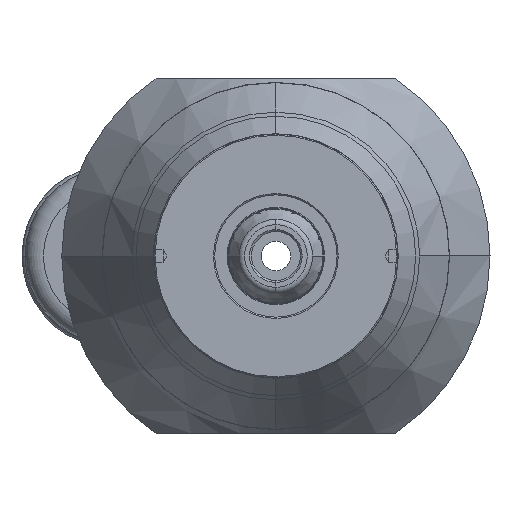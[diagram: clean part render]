
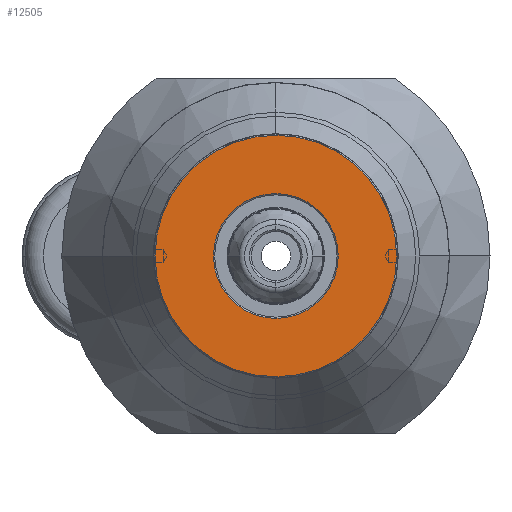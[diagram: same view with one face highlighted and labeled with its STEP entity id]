
A CAD part, left-side view. The second image highlights one B-rep face of the part: STEP entity #12505.
In plain terms, the highlighted planar face has unit normal (-1, 0, 0).
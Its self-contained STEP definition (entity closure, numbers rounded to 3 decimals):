
#984 = DIRECTION ( 'NONE',  ( 1., 0., 0. ) ) ;
#1926 = EDGE_CURVE ( 'NONE', #7288, #4382, #10848, .T. ) ;
#2762 = EDGE_LOOP ( 'NONE', ( #25775, #21233 ) ) ;
#2827 = CARTESIAN_POINT ( 'NONE',  ( 24.9, 0., 0. ) ) ;
#3131 = PLANE ( 'NONE',  #17403 ) ;
#3269 = VERTEX_POINT ( 'NONE', #9188 ) ;
#4382 = VERTEX_POINT ( 'NONE', #11363 ) ;
#4713 = CARTESIAN_POINT ( 'NONE',  ( 24.9, 0., -10.2 ) ) ;
#5478 = CARTESIAN_POINT ( 'NONE',  ( 24.9, 0., 0. ) ) ;
#5748 = DIRECTION ( 'NONE',  ( 0., 0., 1. ) ) ;
#6606 = EDGE_CURVE ( 'NONE', #4382, #7288, #19458, .T. ) ;
#7288 = VERTEX_POINT ( 'NONE', #4713 ) ;
#8299 = AXIS2_PLACEMENT_3D ( 'NONE', #5478, #17224, #19801 ) ;
#9188 = CARTESIAN_POINT ( 'NONE',  ( 24.9, -19.75, 0. ) ) ;
#9916 = CARTESIAN_POINT ( 'NONE',  ( 24.9, 19.75, 0. ) ) ;
#10051 = DIRECTION ( 'NONE',  ( 1., 0., 0. ) ) ;
#10086 = CIRCLE ( 'NONE', #16118, 19.75 ) ;
#10246 = CARTESIAN_POINT ( 'NONE',  ( 24.9, 0., 0. ) ) ;
#10848 = CIRCLE ( 'NONE', #14238, 10.2 ) ;
#11304 = EDGE_CURVE ( 'NONE', #26930, #3269, #10086, .T. ) ;
#11363 = CARTESIAN_POINT ( 'NONE',  ( 24.9, 0., 10.2 ) ) ;
#12505 = ADVANCED_FACE ( 'NONE', ( #19074, #29291 ), #3131, .F. ) ;
#12513 = EDGE_LOOP ( 'NONE', ( #26183, #19980 ) ) ;
#12667 = DIRECTION ( 'NONE',  ( 0., 0., -1. ) ) ;
#13232 = CARTESIAN_POINT ( 'NONE',  ( 24.9, 0., 0. ) ) ;
#14238 = AXIS2_PLACEMENT_3D ( 'NONE', #10246, #19534, #5748 ) ;
#14667 = DIRECTION ( 'NONE',  ( 0., 1., 0. ) ) ;
#15613 = DIRECTION ( 'NONE',  ( 0., 0., 1. ) ) ;
#16118 = AXIS2_PLACEMENT_3D ( 'NONE', #2827, #10051, #14667 ) ;
#17224 = DIRECTION ( 'NONE',  ( 1., 0., 0. ) ) ;
#17398 = CARTESIAN_POINT ( 'NONE',  ( 24.9, -19.95, 0. ) ) ;
#17403 = AXIS2_PLACEMENT_3D ( 'NONE', #17398, #984, #12667 ) ;
#19074 = FACE_BOUND ( 'NONE', #2762, .T. ) ;
#19458 = CIRCLE ( 'NONE', #29749, 10.2 ) ;
#19534 = DIRECTION ( 'NONE',  ( -1., 0., 0. ) ) ;
#19801 = DIRECTION ( 'NONE',  ( 0., 1., 0. ) ) ;
#19980 = ORIENTED_EDGE ( 'NONE', *, *, #21982, .F. ) ;
#21233 = ORIENTED_EDGE ( 'NONE', *, *, #1926, .F. ) ;
#21982 = EDGE_CURVE ( 'NONE', #3269, #26930, #27916, .T. ) ;
#25775 = ORIENTED_EDGE ( 'NONE', *, *, #6606, .F. ) ;
#26183 = ORIENTED_EDGE ( 'NONE', *, *, #11304, .F. ) ;
#26930 = VERTEX_POINT ( 'NONE', #9916 ) ;
#27916 = CIRCLE ( 'NONE', #8299, 19.75 ) ;
#29291 = FACE_OUTER_BOUND ( 'NONE', #12513, .T. ) ;
#29542 = DIRECTION ( 'NONE',  ( -1., 0., 0. ) ) ;
#29749 = AXIS2_PLACEMENT_3D ( 'NONE', #13232, #29542, #15613 ) ;
